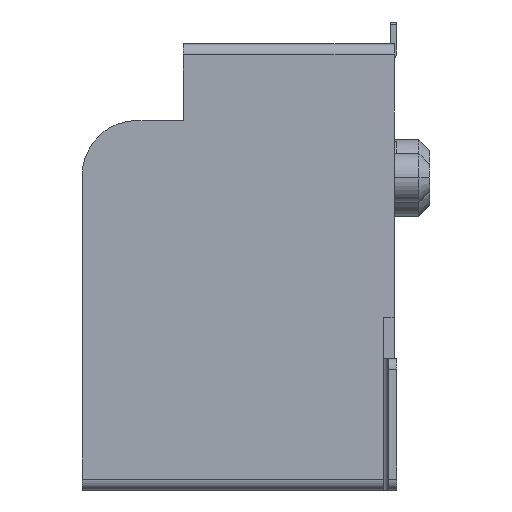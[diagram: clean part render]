
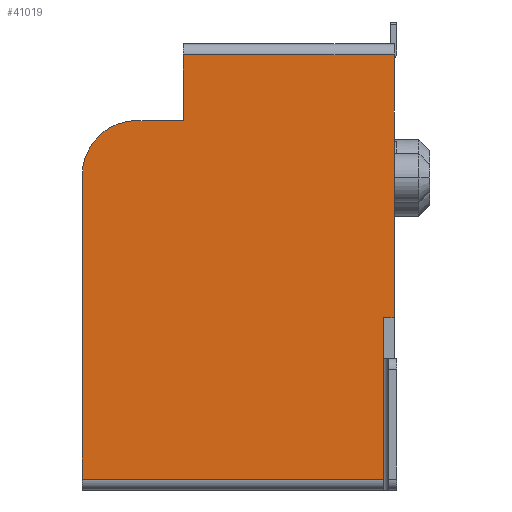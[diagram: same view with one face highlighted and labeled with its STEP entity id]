
A CAD part, left-side view. The second image highlights one B-rep face of the part: STEP entity #41019.
In plain terms, the highlighted planar face has unit normal (-1, 0, 0).
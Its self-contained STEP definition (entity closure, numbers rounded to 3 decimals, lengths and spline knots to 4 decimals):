
#111=DIRECTION('',(0.,0.,-1.));
#112=VECTOR('',#111,1.2);
#113=CARTESIAN_POINT('',(-11.,3.9,4.));
#114=LINE('',#113,#112);
#5228=DIRECTION('',(0.,1.,0.));
#5229=VECTOR('',#5228,0.85);
#5230=CARTESIAN_POINT('',(-11.,3.9,2.8));
#5231=LINE('',#5230,#5229);
#5232=CARTESIAN_POINT('',(-11.,4.75,1.8));
#5233=DIRECTION('',(1.,0.,0.));
#5234=DIRECTION('',(0.,1.,0.));
#5235=AXIS2_PLACEMENT_3D('',#5232,#5233,#5234);
#5237=DIRECTION('',(0.,1.,0.));
#5238=VECTOR('',#5237,0.2);
#5239=CARTESIAN_POINT('',(-11.,0.05,-0.8));
#5240=LINE('',#5239,#5238);
#5246=DIRECTION('',(0.,0.,1.));
#5247=VECTOR('',#5246,2.95);
#5248=CARTESIAN_POINT('',(-11.,0.25,-3.75));
#5249=LINE('',#5248,#5247);
#5955=DIRECTION('',(0.,0.,-1.));
#5956=VECTOR('',#5955,5.55);
#5957=CARTESIAN_POINT('',(-11.,5.75,1.8));
#5958=LINE('',#5957,#5956);
#6023=DIRECTION('',(0.,-1.,0.));
#6024=VECTOR('',#6023,5.5);
#6025=CARTESIAN_POINT('',(-11.,5.75,-3.75));
#6026=LINE('',#6025,#6024);
#6414=DIRECTION('',(0.,0.,1.));
#6415=VECTOR('',#6414,4.8);
#6416=CARTESIAN_POINT('',(-11.,0.05,-0.8));
#6417=LINE('',#6416,#6415);
#6506=DIRECTION('',(0.,1.,0.));
#6507=VECTOR('',#6506,3.85);
#6508=CARTESIAN_POINT('',(-11.,0.05,4.));
#6509=LINE('',#6508,#6507);
#26351=CARTESIAN_POINT('',(-11.,3.9,4.));
#26352=VERTEX_POINT('',#26351);
#26353=CARTESIAN_POINT('',(-11.,3.9,2.8));
#26354=VERTEX_POINT('',#26353);
#26869=CARTESIAN_POINT('',(-11.,4.75,2.8));
#26870=VERTEX_POINT('',#26869);
#26871=CARTESIAN_POINT('',(-11.,0.25,-3.75));
#26872=CARTESIAN_POINT('',(-11.,0.25,-0.8));
#26873=VERTEX_POINT('',#26871);
#26874=VERTEX_POINT('',#26872);
#26875=CARTESIAN_POINT('',(-11.,5.75,-3.75));
#26876=VERTEX_POINT('',#26875);
#26877=CARTESIAN_POINT('',(-11.,5.75,1.8));
#26878=VERTEX_POINT('',#26877);
#26879=CARTESIAN_POINT('',(-11.,0.05,4.));
#26880=VERTEX_POINT('',#26879);
#26881=CARTESIAN_POINT('',(-11.,0.05,-0.8));
#26882=VERTEX_POINT('',#26881);
#40996=CARTESIAN_POINT('',(-11.,2.9,0.125));
#40997=DIRECTION('',(1.,0.,0.));
#40998=DIRECTION('',(0.,0.,-1.));
#40999=AXIS2_PLACEMENT_3D('',#40996,#40997,#40998);
#41000=PLANE('',#40999);
#41002=ORIENTED_EDGE('',*,*,#41001,.F.);
#41004=ORIENTED_EDGE('',*,*,#41003,.F.);
#41006=ORIENTED_EDGE('',*,*,#41005,.F.);
#41008=ORIENTED_EDGE('',*,*,#41007,.T.);
#41009=ORIENTED_EDGE('',*,*,#40989,.F.);
#41010=ORIENTED_EDGE('',*,*,#33601,.F.);
#41012=ORIENTED_EDGE('',*,*,#41011,.F.);
#41014=ORIENTED_EDGE('',*,*,#41013,.F.);
#41016=ORIENTED_EDGE('',*,*,#41015,.T.);
#41017=EDGE_LOOP('',(#41002,#41004,#41006,#41008,#41009,#41010,#41012,#41014,
#41016));
#41018=FACE_OUTER_BOUND('',#41017,.F.);
#5236=CIRCLE('',#5235,1.);
#33601=EDGE_CURVE('',#26352,#26354,#114,.T.);
#40989=EDGE_CURVE('',#26354,#26870,#5231,.T.);
#41001=EDGE_CURVE('',#26873,#26874,#5249,.T.);
#41003=EDGE_CURVE('',#26876,#26873,#6026,.T.);
#41005=EDGE_CURVE('',#26878,#26876,#5958,.T.);
#41007=EDGE_CURVE('',#26878,#26870,#5236,.T.);
#41011=EDGE_CURVE('',#26880,#26352,#6509,.T.);
#41013=EDGE_CURVE('',#26882,#26880,#6417,.T.);
#41015=EDGE_CURVE('',#26882,#26874,#5240,.T.);
#41019=ADVANCED_FACE('',(#41018),#41000,.F.);
